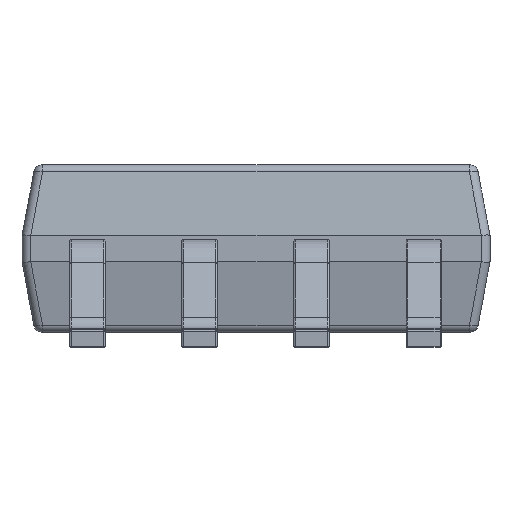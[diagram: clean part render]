
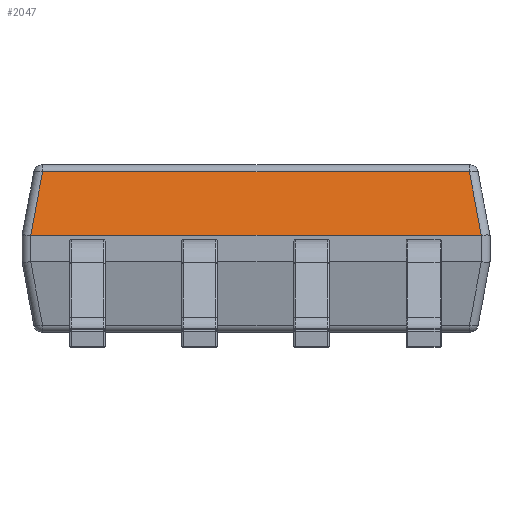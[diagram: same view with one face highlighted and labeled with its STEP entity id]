
A CAD part, front view. The second image highlights one B-rep face of the part: STEP entity #2047.
In plain terms, the highlighted planar face has unit normal (0, -0.983, 0.184).
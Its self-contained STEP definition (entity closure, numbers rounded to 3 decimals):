
#1679 = VERTEX_POINT('',#1680);
#1680 = CARTESIAN_POINT('',(2.55,-2.65,
    1.269));
#1686 = EDGE_CURVE('',#1679,#1687,#1689,.T.);
#1687 = VERTEX_POINT('',#1688);
#1688 = CARTESIAN_POINT('',(-2.55,-2.65,
    1.269));
#1689 = LINE('',#1690,#1691);
#1690 = CARTESIAN_POINT('',(-2.65,-2.65,
    1.269));
#1691 = VECTOR('',#1692,1.);
#1692 = DIRECTION('',(-1.,0.,0.));
#2047 = ADVANCED_FACE('',(#2048),#2091,.T.);
#2048 = FACE_BOUND('',#2049,.T.);
#2049 = EDGE_LOOP('',(#2050,#2051,#2060,#2068,#2076,#2084));
#2050 = ORIENTED_EDGE('',*,*,#1686,.F.);
#2051 = ORIENTED_EDGE('',*,*,#2052,.T.);
#2052 = EDGE_CURVE('',#1679,#2053,#2055,.T.);
#2053 = VERTEX_POINT('',#2054);
#2054 = CARTESIAN_POINT('',(2.552,-2.65,1.27
    ));
#2055 = ( BOUNDED_CURVE() B_SPLINE_CURVE(3,(#2056,#2057,#2058,#2059),
.UNSPECIFIED.,.F.,.F.) B_SPLINE_CURVE_WITH_KNOTS((4,4),(0.,
0.017),.PIECEWISE_BEZIER_KNOTS.) CURVE() 
GEOMETRIC_REPRESENTATION_ITEM() RATIONAL_B_SPLINE_CURVE((1.,
1.,1.,1.)) REPRESENTATION_ITEM('') );
#2056 = CARTESIAN_POINT('',(2.55,-2.65,
    1.269));
#2057 = CARTESIAN_POINT('',(2.551,-2.65,
    1.269));
#2058 = CARTESIAN_POINT('',(2.551,-2.65,
    1.269));
#2059 = CARTESIAN_POINT('',(2.552,-2.65,1.27
    ));
#2060 = ORIENTED_EDGE('',*,*,#2061,.T.);
#2061 = EDGE_CURVE('',#2053,#2062,#2064,.T.);
#2062 = VERTEX_POINT('',#2063);
#2063 = CARTESIAN_POINT('',(2.417,-2.515,
    1.988));
#2064 = LINE('',#2065,#2066);
#2065 = CARTESIAN_POINT('',(2.323,-2.421,2.49)
  );
#2066 = VECTOR('',#2067,1.);
#2067 = DIRECTION('',(-0.181,0.181,0.967));
#2068 = ORIENTED_EDGE('',*,*,#2069,.T.);
#2069 = EDGE_CURVE('',#2062,#2070,#2072,.T.);
#2070 = VERTEX_POINT('',#2071);
#2071 = CARTESIAN_POINT('',(-2.417,-2.515,
    1.988));
#2072 = LINE('',#2073,#2074);
#2073 = CARTESIAN_POINT('',(0.,-2.515,
    1.988));
#2074 = VECTOR('',#2075,1.);
#2075 = DIRECTION('',(-1.,-0.,-0.));
#2076 = ORIENTED_EDGE('',*,*,#2077,.T.);
#2077 = EDGE_CURVE('',#2070,#2078,#2080,.T.);
#2078 = VERTEX_POINT('',#2079);
#2079 = CARTESIAN_POINT('',(-2.552,-2.65,1.27
    ));
#2080 = LINE('',#2081,#2082);
#2081 = CARTESIAN_POINT('',(-2.323,-2.421,
    2.49));
#2082 = VECTOR('',#2083,1.);
#2083 = DIRECTION('',(-0.181,-0.181,-0.967));
#2084 = ORIENTED_EDGE('',*,*,#2085,.T.);
#2085 = EDGE_CURVE('',#2078,#1687,#2086,.T.);
#2086 = ( BOUNDED_CURVE() B_SPLINE_CURVE(3,(#2087,#2088,#2089,#2090),
.UNSPECIFIED.,.F.,.F.) B_SPLINE_CURVE_WITH_KNOTS((4,4),(6.266,
6.283),.PIECEWISE_BEZIER_KNOTS.) CURVE() 
GEOMETRIC_REPRESENTATION_ITEM() RATIONAL_B_SPLINE_CURVE((1.,
1.,1.,1.)) REPRESENTATION_ITEM('') );
#2087 = CARTESIAN_POINT('',(-2.552,-2.65,1.27
    ));
#2088 = CARTESIAN_POINT('',(-2.551,-2.65,
    1.269));
#2089 = CARTESIAN_POINT('',(-2.551,-2.65,
    1.269));
#2090 = CARTESIAN_POINT('',(-2.55,-2.65,
    1.269));
#2091 = PLANE('',#2092);
#2092 = AXIS2_PLACEMENT_3D('',#2093,#2094,#2095);
#2093 = CARTESIAN_POINT('',(0.,-2.5,
    2.069));
#2094 = DIRECTION('',(0.,-0.983,0.184));
#2095 = DIRECTION('',(-1.,0.,0.));
